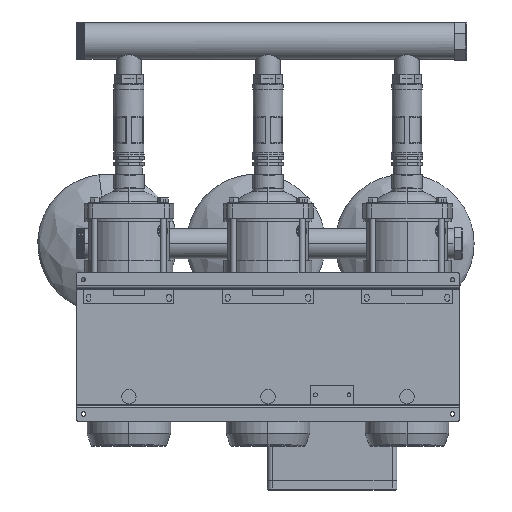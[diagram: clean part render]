
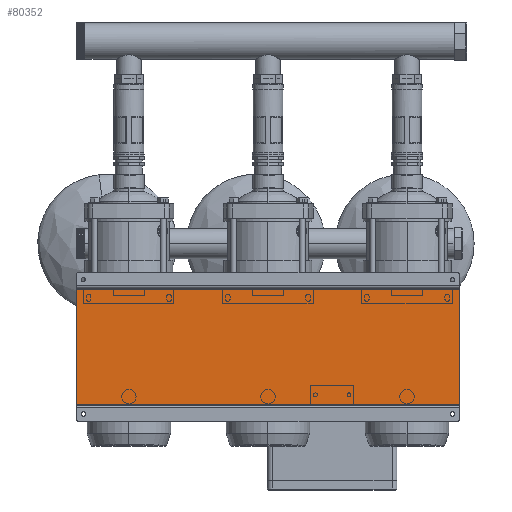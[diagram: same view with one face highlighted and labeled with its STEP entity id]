
A CAD part, front view. The second image highlights one B-rep face of the part: STEP entity #80352.
In plain terms, the highlighted planar face has unit normal (0, -1, 0).
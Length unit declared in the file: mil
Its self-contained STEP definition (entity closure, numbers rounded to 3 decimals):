
#562 = LINE ( 'NONE', #63955, #26469 ) ;
#770 = EDGE_CURVE ( 'NONE', #42020, #90082, #562, .T. ) ;
#11487 = DIRECTION ( 'NONE',  ( 0., 0., -1. ) ) ;
#15889 = CARTESIAN_POINT ( 'NONE',  ( -15748.031, 2165.354, 4724.409 ) ) ;
#21780 = EDGE_CURVE ( 'NONE', #42020, #61936, #49551, .T. ) ;
#24431 = ORIENTED_EDGE ( 'NONE', *, *, #21780, .T. ) ;
#26469 = VECTOR ( 'NONE', #32559, 39370.079 ) ;
#32559 = DIRECTION ( 'NONE',  ( 0., 0., -1. ) ) ;
#40116 = DIRECTION ( 'NONE',  ( -1., 0., 0. ) ) ;
#41755 = FACE_OUTER_BOUND ( 'NONE', #64712, .T. ) ;
#41856 = CARTESIAN_POINT ( 'NONE',  ( 15748.031, 2165.354, 4724.409 ) ) ;
#42020 = VERTEX_POINT ( 'NONE', #41856 ) ;
#42943 = CARTESIAN_POINT ( 'NONE',  ( -15748.031, 2165.354, -4724.409 ) ) ;
#43449 = LINE ( 'NONE', #42943, #93324 ) ;
#44106 = ORIENTED_EDGE ( 'NONE', *, *, #770, .F. ) ;
#45439 = VECTOR ( 'NONE', #40116, 39370.079 ) ;
#48951 = CARTESIAN_POINT ( 'NONE',  ( 15748.031, 2165.354, -4724.409 ) ) ;
#49551 = LINE ( 'NONE', #81465, #45439 ) ;
#49621 = DIRECTION ( 'NONE',  ( 0., 1., 0. ) ) ;
#50470 = AXIS2_PLACEMENT_3D ( 'NONE', #65320, #49621, #89900 ) ;
#59369 = EDGE_CURVE ( 'NONE', #90082, #73719, #80867, .T. ) ;
#61936 = VERTEX_POINT ( 'NONE', #15889 ) ;
#63955 = CARTESIAN_POINT ( 'NONE',  ( 15748.031, 2165.354, 4724.409 ) ) ;
#64712 = EDGE_LOOP ( 'NONE', ( #88501, #91356, #44106, #24431 ) ) ;
#65320 = CARTESIAN_POINT ( 'NONE',  ( 15748.031, 2165.354, -4724.409 ) ) ;
#73719 = VERTEX_POINT ( 'NONE', #96070 ) ;
#80348 = DIRECTION ( 'NONE',  ( -1., 0., 0. ) ) ;
#80352 = ADVANCED_FACE ( 'NONE', ( #41755 ), #81021, .F. ) ;
#80867 = LINE ( 'NONE', #48951, #100279 ) ;
#81021 = PLANE ( 'NONE',  #50470 ) ;
#81465 = CARTESIAN_POINT ( 'NONE',  ( 15748.031, 2165.354, 4724.409 ) ) ;
#88501 = ORIENTED_EDGE ( 'NONE', *, *, #89429, .T. ) ;
#89429 = EDGE_CURVE ( 'NONE', #61936, #73719, #43449, .T. ) ;
#89900 = DIRECTION ( 'NONE',  ( 1., 0., 0. ) ) ;
#90082 = VERTEX_POINT ( 'NONE', #103429 ) ;
#91356 = ORIENTED_EDGE ( 'NONE', *, *, #59369, .F. ) ;
#93324 = VECTOR ( 'NONE', #11487, 39370.079 ) ;
#96070 = CARTESIAN_POINT ( 'NONE',  ( -15748.031, 2165.354, -4724.409 ) ) ;
#100279 = VECTOR ( 'NONE', #80348, 39370.079 ) ;
#103429 = CARTESIAN_POINT ( 'NONE',  ( 15748.031, 2165.354, -4724.409 ) ) ;
